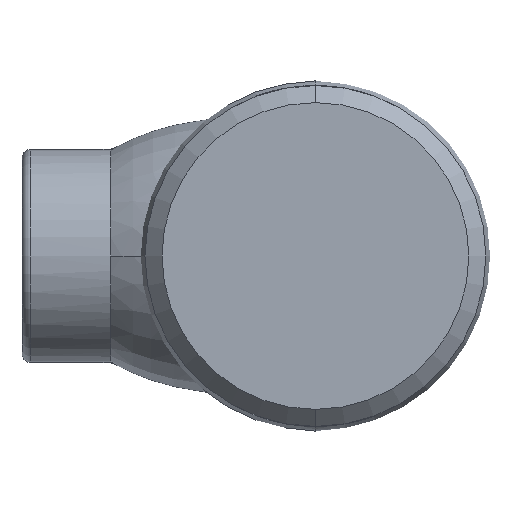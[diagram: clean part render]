
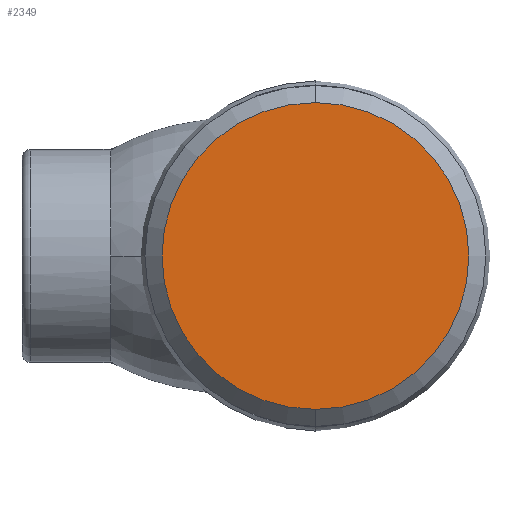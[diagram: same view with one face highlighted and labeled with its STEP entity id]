
A CAD part, left-side view. The second image highlights one B-rep face of the part: STEP entity #2349.
In plain terms, the highlighted planar face has unit normal (-1, 0, 0).
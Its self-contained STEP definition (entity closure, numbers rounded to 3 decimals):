
#167 = VERTEX_POINT ( 'NONE', #557 ) ;
#298 = CIRCLE ( 'NONE', #910, 18. ) ;
#388 = CIRCLE ( 'NONE', #769, 18. ) ;
#394 = AXIS2_PLACEMENT_3D ( 'NONE', #2390, #454, #1817 ) ;
#454 = DIRECTION ( 'NONE',  ( 1., 0., 0. ) ) ;
#557 = CARTESIAN_POINT ( 'NONE',  ( 0., 0., -18. ) ) ;
#633 = EDGE_LOOP ( 'NONE', ( #853, #2135 ) ) ;
#769 = AXIS2_PLACEMENT_3D ( 'NONE', #1168, #2530, #1360 ) ;
#853 = ORIENTED_EDGE ( 'NONE', *, *, #1646, .T. ) ;
#876 = CARTESIAN_POINT ( 'NONE',  ( 0., 0., 0. ) ) ;
#910 = AXIS2_PLACEMENT_3D ( 'NONE', #876, #2240, #1073 ) ;
#926 = VERTEX_POINT ( 'NONE', #1610 ) ;
#1073 = DIRECTION ( 'NONE',  ( 0., 0., 1. ) ) ;
#1168 = CARTESIAN_POINT ( 'NONE',  ( 0., 0., 0. ) ) ;
#1360 = DIRECTION ( 'NONE',  ( 0., 0., 1. ) ) ;
#1610 = CARTESIAN_POINT ( 'NONE',  ( 0., 0., 18. ) ) ;
#1646 = EDGE_CURVE ( 'NONE', #167, #926, #298, .T. ) ;
#1817 = DIRECTION ( 'NONE',  ( 0., 0., -1. ) ) ;
#1889 = EDGE_CURVE ( 'NONE', #926, #167, #388, .T. ) ;
#1933 = FACE_OUTER_BOUND ( 'NONE', #633, .T. ) ;
#2135 = ORIENTED_EDGE ( 'NONE', *, *, #1889, .T. ) ;
#2205 = PLANE ( 'NONE',  #394 ) ;
#2240 = DIRECTION ( 'NONE',  ( -1., 0., 0. ) ) ;
#2349 = ADVANCED_FACE ( 'NONE', ( #1933 ), #2205, .F. ) ;
#2390 = CARTESIAN_POINT ( 'NONE',  ( 0., 18., 0. ) ) ;
#2530 = DIRECTION ( 'NONE',  ( -1., 0., 0. ) ) ;
